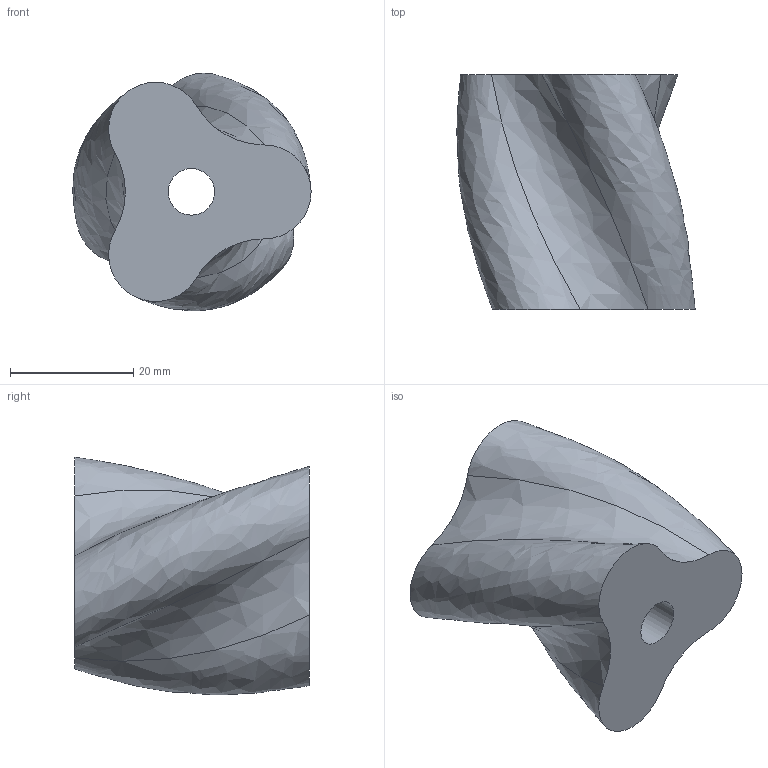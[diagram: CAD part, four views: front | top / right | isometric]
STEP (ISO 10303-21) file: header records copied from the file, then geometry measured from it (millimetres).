
FILE_DESCRIPTION((('zoo.dev export')), '2;1');
FILE_NAME('dump.step', '2025-02-11T17:45:49.763977594+00:00', ('Author unknown'), ('Organization unknown'), 'zoo.dev beta', 'zoo.dev', 'Authorization unknown');
FILE_SCHEMA(('AP203_CONFIGURATION_CONTROLLED_3D_DESIGN_OF_MECHANICAL_PARTS_AND_ASSEMBLIES_MIM_LF'));
Length unit declared in the file: metre
Products named in the file (1): UNIDENTIFIED_PRODUCT
Bounding box: 38.66 x 38.1 x 38.54 mm (x, y, z)
Volume: 26139.4 mm3; surface area: 6698.6 mm2
Topology: 1 solids, 1 shells, 9 faces, 21 edges, 14 vertices
Faces by surface type: bspline 6, plane 2, cylinder 1
Full cylindrical faces by diameter (mm): 7.544 x1
Entity records: 310 total; most frequent: CARTESIAN_POINT 122, ORIENTED_EDGE 40, DIRECTION 33, EDGE_CURVE 21, AXIS2_PLACEMENT_3D 17, VERTEX_POINT 14, CIRCLE 14, EDGE_LOOP 12
